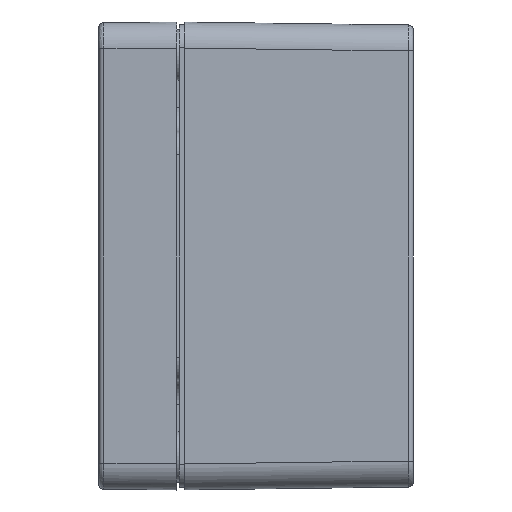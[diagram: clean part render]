
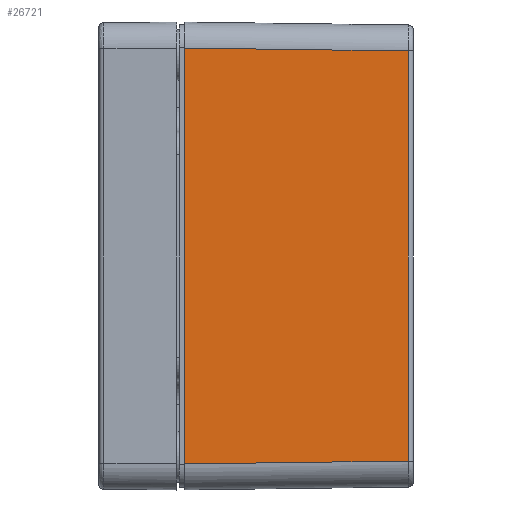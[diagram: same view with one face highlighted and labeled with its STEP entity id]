
A CAD part, left-side view. The second image highlights one B-rep face of the part: STEP entity #26721.
In plain terms, the highlighted planar face has unit normal (-1, -0.013, 0).
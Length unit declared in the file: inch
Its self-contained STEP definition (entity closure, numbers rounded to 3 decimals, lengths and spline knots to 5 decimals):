
#329 = CARTESIAN_POINT ( 'NONE',  ( -0.47826, -1.7328, -0.25791 ) ) ;
#958 = CARTESIAN_POINT ( 'NONE',  ( -0.50043, -0.03937, -0.47743 ) ) ;
#1099 = VECTOR ( 'NONE', #18400, 39.37008 ) ;
#1766 = VERTEX_POINT ( 'NONE', #31242 ) ;
#2755 = AXIS2_PLACEMENT_3D ( 'NONE', #40858, #28985, #36909 ) ;
#3162 = LINE ( 'NONE', #958, #35121 ) ;
#6481 = EDGE_CURVE ( 'NONE', #21976, #1766, #48313, .T. ) ;
#7716 = DIRECTION ( 'NONE',  ( 0., 0., -1. ) ) ;
#8348 = EDGE_CURVE ( 'NONE', #21976, #51724, #19310, .T. ) ;
#11021 = LINE ( 'NONE', #30213, #1099 ) ;
#18400 = DIRECTION ( 'NONE',  ( -0.013, 1., -0.013 ) ) ;
#19310 = LINE ( 'NONE', #31653, #33259 ) ;
#20334 = PLANE ( 'NONE',  #2755 ) ;
#21976 = VERTEX_POINT ( 'NONE', #30151 ) ;
#24812 = FACE_OUTER_BOUND ( 'NONE', #33049, .T. ) ;
#26721 = ADVANCED_FACE ( 'NONE', ( #24812 ), #20334, .T. ) ;
#28985 = DIRECTION ( 'NONE',  ( -1., -0.013, 0. ) ) ;
#29883 = EDGE_CURVE ( 'NONE', #1766, #47303, #3162, .T. ) ;
#30151 = CARTESIAN_POINT ( 'NONE',  ( -0.47826, -1.7328, 2.84636 ) ) ;
#30213 = CARTESIAN_POINT ( 'NONE',  ( -0.50044, -0.03864, -0.28009 ) ) ;
#30740 = VECTOR ( 'NONE', #47808, 39.37008 ) ;
#31242 = CARTESIAN_POINT ( 'NONE',  ( -0.50043, -0.03937, 2.86853 ) ) ;
#31653 = CARTESIAN_POINT ( 'NONE',  ( -0.47826, -1.7328, 0.4084 ) ) ;
#32054 = ORIENTED_EDGE ( 'NONE', *, *, #29883, .T. ) ;
#32517 = DIRECTION ( 'NONE',  ( 0., 0., -1. ) ) ;
#33049 = EDGE_LOOP ( 'NONE', ( #50336, #37765, #32054, #48731 ) ) ;
#33259 = VECTOR ( 'NONE', #7716, 39.37008 ) ;
#35060 = EDGE_CURVE ( 'NONE', #51724, #47303, #11021, .T. ) ;
#35121 = VECTOR ( 'NONE', #32517, 39.37008 ) ;
#35247 = CARTESIAN_POINT ( 'NONE',  ( -0.50043, -0.03937, -0.28008 ) ) ;
#36909 = DIRECTION ( 'NONE',  ( -0.013, 1., 0. ) ) ;
#37765 = ORIENTED_EDGE ( 'NONE', *, *, #6481, .T. ) ;
#39702 = CARTESIAN_POINT ( 'NONE',  ( -0.47826, -1.7328, 2.84636 ) ) ;
#40858 = CARTESIAN_POINT ( 'NONE',  ( -0.50095, 0., -0.47743 ) ) ;
#47303 = VERTEX_POINT ( 'NONE', #35247 ) ;
#47808 = DIRECTION ( 'NONE',  ( -0.013, 1., 0.013 ) ) ;
#48313 = LINE ( 'NONE', #39702, #30740 ) ;
#48731 = ORIENTED_EDGE ( 'NONE', *, *, #35060, .F. ) ;
#50336 = ORIENTED_EDGE ( 'NONE', *, *, #8348, .F. ) ;
#51724 = VERTEX_POINT ( 'NONE', #329 ) ;
